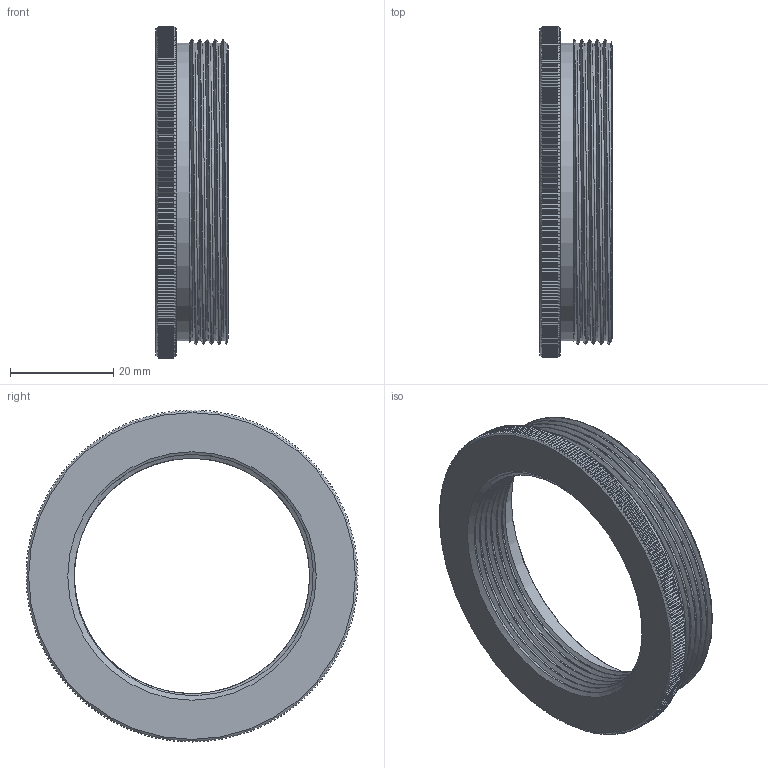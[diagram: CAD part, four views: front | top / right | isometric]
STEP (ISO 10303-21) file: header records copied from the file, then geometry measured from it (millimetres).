
FILE_DESCRIPTION(/* description */ ('Reduzierung gerändelt PG 48/36'),/* implementation_level */ '2;1');
FILE_NAME(/* name */ '62064836-RST.stp',/* time_stamp */ '2020-06-23T11:58:43+02:00',/* author */ ('sl'),/* organization */ (''),/* preprocessor_version */ 'ST-DEVELOPER v16.5',/* originating_system */ 'Autodesk Inventor 2017',/* authorisation */ '');
FILE_SCHEMA (('AUTOMOTIVE_DESIGN { 1 0 10303 214 3 1 1 }'));
Length unit declared in the file: millimetre
Products named in the file (1): 62064836
Bounding box: 14 x 64.2 x 64.2 mm (x, y, z)
Volume: 13938.5 mm3; surface area: 9277.8 mm2
Topology: 1 solids, 1 shells, 861 faces, 2567 edges, 1710 vertices
Faces by surface type: plane 564, cylinder 286, cone 7, bspline 4
Full cylindrical faces by diameter (mm): 51.66 x1, 57.6 x1
Entity records: 29816 total; most frequent: CARTESIAN_POINT 9519, ORIENTED_EDGE 5108, DIRECTION 3716, EDGE_CURVE 2554, VERTEX_POINT 1705, AXIS2_PLACEMENT_3D 1438, EDGE_LOOP 873, FACE_OUTER_BOUND 861
